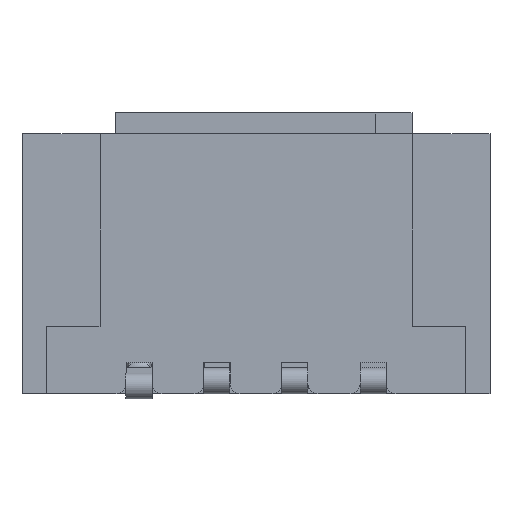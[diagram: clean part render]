
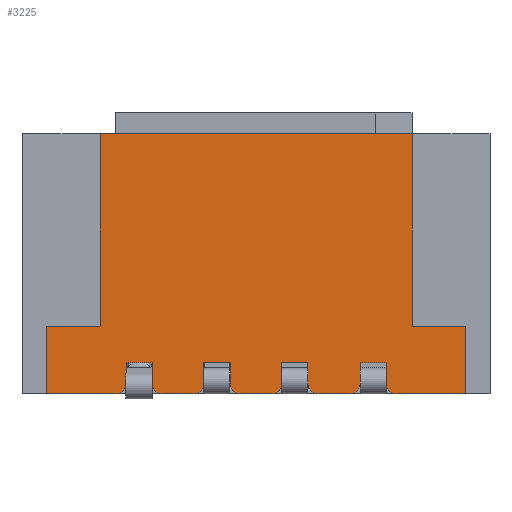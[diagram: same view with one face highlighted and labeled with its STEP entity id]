
A CAD part, front view. The second image highlights one B-rep face of the part: STEP entity #3225.
In plain terms, the highlighted planar face has unit normal (0, -1, 0).
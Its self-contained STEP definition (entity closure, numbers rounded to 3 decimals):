
#91=CIRCLE('',#3367,0.2);
#93=CIRCLE('',#3370,0.2);
#95=CIRCLE('',#3375,0.2);
#97=CIRCLE('',#3378,0.2);
#99=CIRCLE('',#3383,0.2);
#101=CIRCLE('',#3386,0.2);
#103=CIRCLE('',#3391,0.2);
#105=CIRCLE('',#3394,0.2);
#635=ORIENTED_EDGE('',*,*,#1089,.F.);
#636=ORIENTED_EDGE('',*,*,#1057,.T.);
#637=ORIENTED_EDGE('',*,*,#1093,.F.);
#638=ORIENTED_EDGE('',*,*,#1098,.F.);
#639=ORIENTED_EDGE('',*,*,#1086,.T.);
#640=ORIENTED_EDGE('',*,*,#1106,.F.);
#641=ORIENTED_EDGE('',*,*,#1100,.F.);
#642=ORIENTED_EDGE('',*,*,#1077,.T.);
#643=ORIENTED_EDGE('',*,*,#1104,.F.);
#644=ORIENTED_EDGE('',*,*,#1108,.F.);
#645=ORIENTED_EDGE('',*,*,#1082,.T.);
#646=ORIENTED_EDGE('',*,*,#1116,.F.);
#647=ORIENTED_EDGE('',*,*,#1110,.F.);
#648=ORIENTED_EDGE('',*,*,#1073,.T.);
#649=ORIENTED_EDGE('',*,*,#1114,.F.);
#650=ORIENTED_EDGE('',*,*,#1118,.F.);
#651=ORIENTED_EDGE('',*,*,#1044,.T.);
#652=ORIENTED_EDGE('',*,*,#1126,.F.);
#653=ORIENTED_EDGE('',*,*,#1120,.F.);
#654=ORIENTED_EDGE('',*,*,#1069,.T.);
#655=ORIENTED_EDGE('',*,*,#1124,.F.);
#656=ORIENTED_EDGE('',*,*,#1129,.F.);
#657=ORIENTED_EDGE('',*,*,#1132,.T.);
#658=ORIENTED_EDGE('',*,*,#1331,.T.);
#659=ORIENTED_EDGE('',*,*,#1333,.T.);
#660=ORIENTED_EDGE('',*,*,#1334,.T.);
#661=ORIENTED_EDGE('',*,*,#1216,.T.);
#662=ORIENTED_EDGE('',*,*,#1326,.T.);
#663=ORIENTED_EDGE('',*,*,#1328,.T.);
#664=ORIENTED_EDGE('',*,*,#1329,.T.);
#665=ORIENTED_EDGE('',*,*,#1157,.T.);
#666=ORIENTED_EDGE('',*,*,#1095,.F.);
#1044=EDGE_CURVE('',#1501,#1500,#1800,.T.);
#1057=EDGE_CURVE('',#1513,#1514,#1809,.T.);
#1069=EDGE_CURVE('',#1526,#1525,#1821,.T.);
#1073=EDGE_CURVE('',#1530,#1529,#1825,.T.);
#1077=EDGE_CURVE('',#1534,#1533,#1829,.T.);
#1082=EDGE_CURVE('',#1539,#1538,#1834,.T.);
#1086=EDGE_CURVE('',#1543,#1542,#1838,.T.);
#1089=EDGE_CURVE('',#1513,#1545,#1841,.T.);
#1093=EDGE_CURVE('',#1548,#1514,#1845,.T.);
#1095=EDGE_CURVE('',#1545,#1549,#91,.F.);
#1098=EDGE_CURVE('',#1543,#1548,#93,.F.);
#1100=EDGE_CURVE('',#1534,#1551,#1848,.T.);
#1104=EDGE_CURVE('',#1554,#1533,#1852,.T.);
#1106=EDGE_CURVE('',#1551,#1542,#95,.F.);
#1108=EDGE_CURVE('',#1539,#1554,#97,.F.);
#1110=EDGE_CURVE('',#1530,#1555,#1854,.T.);
#1114=EDGE_CURVE('',#1558,#1529,#1858,.T.);
#1116=EDGE_CURVE('',#1555,#1538,#99,.F.);
#1118=EDGE_CURVE('',#1501,#1558,#101,.F.);
#1120=EDGE_CURVE('',#1526,#1559,#1860,.T.);
#1124=EDGE_CURVE('',#1562,#1525,#1864,.T.);
#1126=EDGE_CURVE('',#1559,#1500,#103,.F.);
#1129=EDGE_CURVE('',#1563,#1562,#105,.F.);
#1132=EDGE_CURVE('',#1563,#1565,#1868,.T.);
#1157=EDGE_CURVE('',#1583,#1549,#1889,.T.);
#1216=EDGE_CURVE('',#1640,#1639,#1948,.T.);
#1326=EDGE_CURVE('',#1639,#1695,#2058,.T.);
#1328=EDGE_CURVE('',#1695,#1696,#2060,.T.);
#1329=EDGE_CURVE('',#1696,#1583,#2061,.T.);
#1331=EDGE_CURVE('',#1565,#1697,#2063,.T.);
#1333=EDGE_CURVE('',#1697,#1698,#2065,.T.);
#1334=EDGE_CURVE('',#1698,#1640,#2066,.T.);
#1500=VERTEX_POINT('',#4423);
#1501=VERTEX_POINT('',#4425);
#1513=VERTEX_POINT('',#4452);
#1514=VERTEX_POINT('',#4453);
#1525=VERTEX_POINT('',#4475);
#1526=VERTEX_POINT('',#4477);
#1529=VERTEX_POINT('',#4483);
#1530=VERTEX_POINT('',#4485);
#1533=VERTEX_POINT('',#4491);
#1534=VERTEX_POINT('',#4493);
#1538=VERTEX_POINT('',#4502);
#1539=VERTEX_POINT('',#4504);
#1542=VERTEX_POINT('',#4511);
#1543=VERTEX_POINT('',#4513);
#1545=VERTEX_POINT('',#4519);
#1548=VERTEX_POINT('',#4526);
#1549=VERTEX_POINT('',#4531);
#1551=VERTEX_POINT('',#4540);
#1554=VERTEX_POINT('',#4547);
#1555=VERTEX_POINT('',#4558);
#1558=VERTEX_POINT('',#4565);
#1559=VERTEX_POINT('',#4576);
#1562=VERTEX_POINT('',#4583);
#1563=VERTEX_POINT('',#4591);
#1565=VERTEX_POINT('',#4597);
#1583=VERTEX_POINT('',#4643);
#1639=VERTEX_POINT('',#4769);
#1640=VERTEX_POINT('',#4771);
#1695=VERTEX_POINT('',#4983);
#1696=VERTEX_POINT('',#4987);
#1697=VERTEX_POINT('',#4993);
#1698=VERTEX_POINT('',#4997);
#1800=LINE('',#4424,#2208);
#1809=LINE('',#4451,#2217);
#1821=LINE('',#4476,#2229);
#1825=LINE('',#4484,#2233);
#1829=LINE('',#4492,#2237);
#1834=LINE('',#4503,#2242);
#1838=LINE('',#4512,#2246);
#1841=LINE('',#4518,#2249);
#1845=LINE('',#4527,#2253);
#1848=LINE('',#4539,#2256);
#1852=LINE('',#4548,#2260);
#1854=LINE('',#4557,#2262);
#1858=LINE('',#4566,#2266);
#1860=LINE('',#4575,#2268);
#1864=LINE('',#4584,#2272);
#1868=LINE('',#4599,#2276);
#1889=LINE('',#4651,#2297);
#1948=LINE('',#4770,#2356);
#2058=LINE('',#4984,#2466);
#2060=LINE('',#4988,#2468);
#2061=LINE('',#4990,#2469);
#2063=LINE('',#4994,#2471);
#2065=LINE('',#4998,#2473);
#2066=LINE('',#5000,#2474);
#2208=VECTOR('',#3578,1000.);
#2217=VECTOR('',#3599,1000.);
#2229=VECTOR('',#3611,1000.);
#2233=VECTOR('',#3615,1000.);
#2237=VECTOR('',#3619,1000.);
#2242=VECTOR('',#3626,1000.);
#2246=VECTOR('',#3632,1000.);
#2249=VECTOR('',#3637,1000.);
#2253=VECTOR('',#3643,1000.);
#2256=VECTOR('',#3660,1000.);
#2260=VECTOR('',#3666,1000.);
#2262=VECTOR('',#3682,1000.);
#2266=VECTOR('',#3688,1000.);
#2268=VECTOR('',#3704,1000.);
#2272=VECTOR('',#3710,1000.);
#2276=VECTOR('',#3728,1000.);
#2297=VECTOR('',#3771,1000.);
#2356=VECTOR('',#3844,1000.);
#2466=VECTOR('',#4050,1000.);
#2468=VECTOR('',#4054,1000.);
#2469=VECTOR('',#4057,1000.);
#2471=VECTOR('',#4061,1000.);
#2473=VECTOR('',#4065,1000.);
#2474=VECTOR('',#4068,1000.);
#2718=EDGE_LOOP('',(#635,#636,#637,#638,#639,#640,#641,#642,#643,#644,#645,
#646,#647,#648,#649,#650,#651,#652,#653,#654,#655,#656,#657,#658,#659,#660,
#661,#662,#663,#664,#665,#666));
#2906=FACE_BOUND('',#2718,.T.);
#3068=PLANE('',#3468);
#3225=ADVANCED_FACE('',(#2906),#3068,.T.);
#3367=AXIS2_PLACEMENT_3D('',#4530,#3647,#3648);
#3370=AXIS2_PLACEMENT_3D('',#4536,#3654,#3655);
#3375=AXIS2_PLACEMENT_3D('',#4551,#3670,#3671);
#3378=AXIS2_PLACEMENT_3D('',#4554,#3676,#3677);
#3383=AXIS2_PLACEMENT_3D('',#4569,#3692,#3693);
#3386=AXIS2_PLACEMENT_3D('',#4572,#3698,#3699);
#3391=AXIS2_PLACEMENT_3D('',#4587,#3714,#3715);
#3394=AXIS2_PLACEMENT_3D('',#4593,#3721,#3722);
#3468=AXIS2_PLACEMENT_3D('',#5001,#4069,#4070);
#3578=DIRECTION('',(1.,0.,0.));
#3599=DIRECTION('',(1.,0.,0.));
#3611=DIRECTION('',(1.,0.,0.));
#3615=DIRECTION('',(1.,0.,0.));
#3619=DIRECTION('',(1.,0.,0.));
#3626=DIRECTION('',(1.,0.,0.));
#3632=DIRECTION('',(1.,0.,0.));
#3637=DIRECTION('',(0.,0.,-1.));
#3643=DIRECTION('',(0.,0.,1.));
#3647=DIRECTION('',(0.,-1.,0.));
#3648=DIRECTION('',(0.,0.,-1.));
#3654=DIRECTION('',(0.,-1.,0.));
#3655=DIRECTION('',(0.,0.,-1.));
#3660=DIRECTION('',(0.,0.,-1.));
#3666=DIRECTION('',(0.,0.,1.));
#3670=DIRECTION('',(0.,-1.,0.));
#3671=DIRECTION('',(0.,0.,-1.));
#3676=DIRECTION('',(0.,-1.,0.));
#3677=DIRECTION('',(0.,0.,-1.));
#3682=DIRECTION('',(0.,0.,-1.));
#3688=DIRECTION('',(0.,0.,1.));
#3692=DIRECTION('',(0.,-1.,0.));
#3693=DIRECTION('',(0.,0.,-1.));
#3698=DIRECTION('',(0.,-1.,0.));
#3699=DIRECTION('',(0.,0.,-1.));
#3704=DIRECTION('',(0.,0.,-1.));
#3710=DIRECTION('',(0.,0.,1.));
#3714=DIRECTION('',(0.,-1.,0.));
#3715=DIRECTION('',(0.,0.,-1.));
#3721=DIRECTION('',(0.,-1.,0.));
#3722=DIRECTION('',(0.,0.,-1.));
#3728=DIRECTION('',(1.,0.,0.));
#3771=DIRECTION('',(1.,0.,0.));
#3844=DIRECTION('',(-1.,0.,0.));
#4050=DIRECTION('',(0.,0.,-1.));
#4054=DIRECTION('',(-1.,0.,0.));
#4057=DIRECTION('',(0.,0.,-1.));
#4061=DIRECTION('',(0.,0.,1.));
#4065=DIRECTION('',(-1.,0.,0.));
#4068=DIRECTION('',(0.,0.,1.));
#4069=DIRECTION('',(0.,-1.,0.));
#4070=DIRECTION('',(0.,0.,-1.));
#4423=CARTESIAN_POINT('',(1.8,-1.75,-2.5));
#4424=CARTESIAN_POINT('',(-4.03,-1.75,-2.5));
#4425=CARTESIAN_POINT('',(1.2,-1.75,-2.5));
#4451=CARTESIAN_POINT('',(0.,-1.75,-1.9));
#4452=CARTESIAN_POINT('',(-2.5,-1.75,-1.9));
#4453=CARTESIAN_POINT('',(-2.,-1.75,-1.9));
#4475=CARTESIAN_POINT('',(2.5,-1.75,-1.9));
#4476=CARTESIAN_POINT('',(0.,-1.75,-1.9));
#4477=CARTESIAN_POINT('',(2.,-1.75,-1.9));
#4483=CARTESIAN_POINT('',(1.,-1.75,-1.9));
#4484=CARTESIAN_POINT('',(0.,-1.75,-1.9));
#4485=CARTESIAN_POINT('',(0.5,-1.75,-1.9));
#4491=CARTESIAN_POINT('',(-0.5,-1.75,-1.9));
#4492=CARTESIAN_POINT('',(0.,-1.75,-1.9));
#4493=CARTESIAN_POINT('',(-1.,-1.75,-1.9));
#4502=CARTESIAN_POINT('',(0.3,-1.75,-2.5));
#4503=CARTESIAN_POINT('',(-4.03,-1.75,-2.5));
#4504=CARTESIAN_POINT('',(-0.3,-1.75,-2.5));
#4511=CARTESIAN_POINT('',(-1.2,-1.75,-2.5));
#4512=CARTESIAN_POINT('',(-4.03,-1.75,-2.5));
#4513=CARTESIAN_POINT('',(-1.8,-1.75,-2.5));
#4518=CARTESIAN_POINT('',(-2.5,-1.75,-2.5));
#4519=CARTESIAN_POINT('',(-2.5,-1.75,-2.3));
#4526=CARTESIAN_POINT('',(-2.,-1.75,-2.3));
#4527=CARTESIAN_POINT('',(-2.,-1.75,-1.9));
#4530=CARTESIAN_POINT('',(-2.7,-1.75,-2.3));
#4531=CARTESIAN_POINT('',(-2.7,-1.75,-2.5));
#4536=CARTESIAN_POINT('',(-1.8,-1.75,-2.3));
#4539=CARTESIAN_POINT('',(-1.,-1.75,-2.5));
#4540=CARTESIAN_POINT('',(-1.,-1.75,-2.3));
#4547=CARTESIAN_POINT('',(-0.5,-1.75,-2.3));
#4548=CARTESIAN_POINT('',(-0.5,-1.75,-1.9));
#4551=CARTESIAN_POINT('',(-1.2,-1.75,-2.3));
#4554=CARTESIAN_POINT('',(-0.3,-1.75,-2.3));
#4557=CARTESIAN_POINT('',(0.5,-1.75,-2.5));
#4558=CARTESIAN_POINT('',(0.5,-1.75,-2.3));
#4565=CARTESIAN_POINT('',(1.,-1.75,-2.3));
#4566=CARTESIAN_POINT('',(1.,-1.75,-1.9));
#4569=CARTESIAN_POINT('',(0.3,-1.75,-2.3));
#4572=CARTESIAN_POINT('',(1.2,-1.75,-2.3));
#4575=CARTESIAN_POINT('',(2.,-1.75,-2.5));
#4576=CARTESIAN_POINT('',(2.,-1.75,-2.3));
#4583=CARTESIAN_POINT('',(2.5,-1.75,-2.3));
#4584=CARTESIAN_POINT('',(2.5,-1.75,-1.9));
#4587=CARTESIAN_POINT('',(1.8,-1.75,-2.3));
#4591=CARTESIAN_POINT('',(2.7,-1.75,-2.5));
#4593=CARTESIAN_POINT('',(2.7,-1.75,-2.3));
#4597=CARTESIAN_POINT('',(4.03,-1.75,-2.5));
#4599=CARTESIAN_POINT('',(-4.03,-1.75,-2.5));
#4643=CARTESIAN_POINT('',(-4.03,-1.75,-2.5));
#4651=CARTESIAN_POINT('',(-4.03,-1.75,-2.5));
#4769=CARTESIAN_POINT('',(-3.,-1.75,2.5));
#4770=CARTESIAN_POINT('',(3.,-1.75,2.5));
#4771=CARTESIAN_POINT('',(3.,-1.75,2.5));
#4983=CARTESIAN_POINT('',(-3.,-1.75,-1.2));
#4984=CARTESIAN_POINT('',(-3.,-1.75,2.5));
#4987=CARTESIAN_POINT('',(-4.03,-1.75,-1.2));
#4988=CARTESIAN_POINT('',(-3.,-1.75,-1.2));
#4990=CARTESIAN_POINT('',(-4.03,-1.75,-1.2));
#4993=CARTESIAN_POINT('',(4.03,-1.75,-1.2));
#4994=CARTESIAN_POINT('',(4.03,-1.75,-2.5));
#4997=CARTESIAN_POINT('',(3.,-1.75,-1.2));
#4998=CARTESIAN_POINT('',(4.03,-1.75,-1.2));
#5000=CARTESIAN_POINT('',(3.,-1.75,-1.2));
#5001=CARTESIAN_POINT('',(0.,-1.75,0.));
